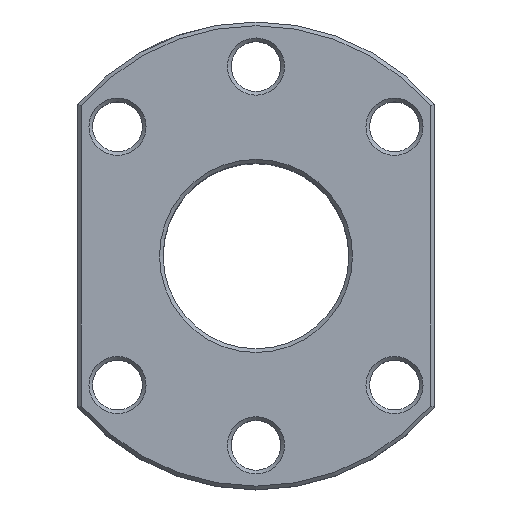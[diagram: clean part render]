
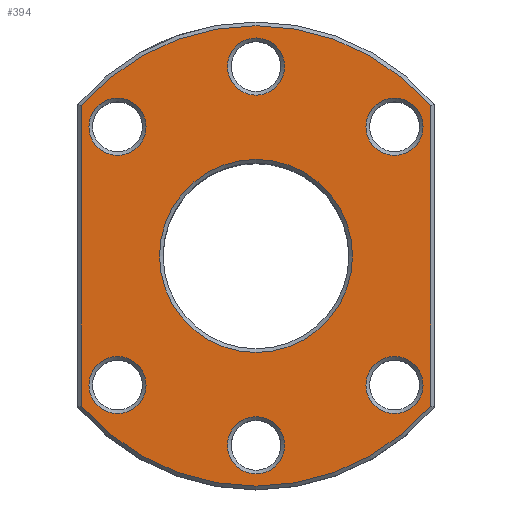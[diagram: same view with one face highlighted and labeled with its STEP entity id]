
A CAD part, top view. The second image highlights one B-rep face of the part: STEP entity #394.
In plain terms, the highlighted planar face has unit normal (0, 0, 1).
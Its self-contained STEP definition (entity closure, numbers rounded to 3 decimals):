
#146=PLANE('',#3589);
#394=ADVANCED_FACE('',(#1109,#1110,#1111,#1112,#1113,#1114,#1115,#1116),
#146,.T.);
#615=LINE('',#5615,#787);
#616=LINE('',#5619,#788);
#787=VECTOR('',#3864,1.);
#788=VECTOR('',#3867,1.);
#1061=CIRCLE('',#3580,3.85);
#1062=CIRCLE('',#3581,3.85);
#1063=CIRCLE('',#3582,3.85);
#1064=CIRCLE('',#3583,3.85);
#1065=CIRCLE('',#3584,3.85);
#1066=CIRCLE('',#3585,3.85);
#1067=CIRCLE('',#3586,13.);
#1068=CIRCLE('',#3587,31.);
#1069=CIRCLE('',#3588,31.);
#1109=FACE_BOUND('',#1194,.T.);
#1110=FACE_BOUND('',#1195,.T.);
#1111=FACE_BOUND('',#1196,.T.);
#1112=FACE_BOUND('',#1197,.T.);
#1113=FACE_BOUND('',#1198,.T.);
#1114=FACE_BOUND('',#1199,.T.);
#1115=FACE_BOUND('',#1200,.T.);
#1116=FACE_BOUND('',#1201,.T.);
#1194=EDGE_LOOP('',(#1577));
#1195=EDGE_LOOP('',(#1578));
#1196=EDGE_LOOP('',(#1579));
#1197=EDGE_LOOP('',(#1580));
#1198=EDGE_LOOP('',(#1581));
#1199=EDGE_LOOP('',(#1582));
#1200=EDGE_LOOP('',(#1583));
#1201=EDGE_LOOP('',(#1584,#1585,#1586,#1587));
#1577=ORIENTED_EDGE('',*,*,#2863,.T.);
#1578=ORIENTED_EDGE('',*,*,#2864,.T.);
#1579=ORIENTED_EDGE('',*,*,#2865,.T.);
#1580=ORIENTED_EDGE('',*,*,#2866,.T.);
#1581=ORIENTED_EDGE('',*,*,#2867,.T.);
#1582=ORIENTED_EDGE('',*,*,#2868,.T.);
#1583=ORIENTED_EDGE('',*,*,#2869,.T.);
#1584=ORIENTED_EDGE('',*,*,#2870,.T.);
#1585=ORIENTED_EDGE('',*,*,#2871,.T.);
#1586=ORIENTED_EDGE('',*,*,#2872,.T.);
#1587=ORIENTED_EDGE('',*,*,#2873,.T.);
#2529=VERTEX_POINT('',#5599);
#2530=VERTEX_POINT('',#5601);
#2531=VERTEX_POINT('',#5603);
#2532=VERTEX_POINT('',#5605);
#2533=VERTEX_POINT('',#5607);
#2534=VERTEX_POINT('',#5609);
#2535=VERTEX_POINT('',#5611);
#2536=VERTEX_POINT('',#5613);
#2537=VERTEX_POINT('',#5614);
#2538=VERTEX_POINT('',#5616);
#2539=VERTEX_POINT('',#5618);
#2863=EDGE_CURVE('',#2529,#2529,#1061,.T.);
#2864=EDGE_CURVE('',#2530,#2530,#1062,.T.);
#2865=EDGE_CURVE('',#2531,#2531,#1063,.T.);
#2866=EDGE_CURVE('',#2532,#2532,#1064,.T.);
#2867=EDGE_CURVE('',#2533,#2533,#1065,.T.);
#2868=EDGE_CURVE('',#2534,#2534,#1066,.T.);
#2869=EDGE_CURVE('',#2535,#2535,#1067,.T.);
#2870=EDGE_CURVE('',#2536,#2537,#1068,.T.);
#2871=EDGE_CURVE('',#2537,#2538,#615,.T.);
#2872=EDGE_CURVE('',#2538,#2539,#1069,.T.);
#2873=EDGE_CURVE('',#2539,#2536,#616,.T.);
#3580=AXIS2_PLACEMENT_3D('',#5598,#3848,#3849);
#3581=AXIS2_PLACEMENT_3D('',#5600,#3850,#3851);
#3582=AXIS2_PLACEMENT_3D('',#5602,#3852,#3853);
#3583=AXIS2_PLACEMENT_3D('',#5604,#3854,#3855);
#3584=AXIS2_PLACEMENT_3D('',#5606,#3856,#3857);
#3585=AXIS2_PLACEMENT_3D('',#5608,#3858,#3859);
#3586=AXIS2_PLACEMENT_3D('',#5610,#3860,#3861);
#3587=AXIS2_PLACEMENT_3D('',#5612,#3862,#3863);
#3588=AXIS2_PLACEMENT_3D('',#5617,#3865,#3866);
#3589=AXIS2_PLACEMENT_3D('',#5620,#3868,#3869);
#3848=DIRECTION('',(0.,0.,-1.));
#3849=DIRECTION('',(1.,0.,0.));
#3850=DIRECTION('',(0.,0.,-1.));
#3851=DIRECTION('',(1.,0.,0.));
#3852=DIRECTION('',(0.,0.,-1.));
#3853=DIRECTION('',(1.,0.,0.));
#3854=DIRECTION('',(0.,0.,-1.));
#3855=DIRECTION('',(1.,0.,0.));
#3856=DIRECTION('',(0.,0.,-1.));
#3857=DIRECTION('',(1.,0.,0.));
#3858=DIRECTION('',(0.,0.,-1.));
#3859=DIRECTION('',(1.,0.,0.));
#3860=DIRECTION('',(0.,0.,-1.));
#3861=DIRECTION('',(1.,0.,0.));
#3862=DIRECTION('',(0.,0.,1.));
#3863=DIRECTION('',(1.,0.,0.));
#3864=DIRECTION('',(0.,1.,0.));
#3865=DIRECTION('',(0.,0.,1.));
#3866=DIRECTION('',(1.,0.,0.));
#3867=DIRECTION('',(0.,-1.,0.));
#3868=DIRECTION('',(0.,0.,1.));
#3869=DIRECTION('',(1.,0.,0.));
#5598=CARTESIAN_POINT('',(0.,25.5,0.));
#5599=CARTESIAN_POINT('',(3.85,25.5,0.));
#5600=CARTESIAN_POINT('',(18.65,17.391,0.));
#5601=CARTESIAN_POINT('',(22.5,17.391,0.));
#5602=CARTESIAN_POINT('',(18.65,-17.391,0.));
#5603=CARTESIAN_POINT('',(22.5,-17.391,0.));
#5604=CARTESIAN_POINT('',(0.,-25.5,0.));
#5605=CARTESIAN_POINT('',(3.85,-25.5,0.));
#5606=CARTESIAN_POINT('',(-18.65,-17.391,0.));
#5607=CARTESIAN_POINT('',(-14.8,-17.391,0.));
#5608=CARTESIAN_POINT('',(-18.65,17.391,0.));
#5609=CARTESIAN_POINT('',(-14.8,17.391,0.));
#5610=CARTESIAN_POINT('',(0.,0.,0.));
#5611=CARTESIAN_POINT('',(13.,0.,0.));
#5612=CARTESIAN_POINT('',(0.,0.,0.));
#5613=CARTESIAN_POINT('',(-23.5,-20.218,0.));
#5614=CARTESIAN_POINT('',(23.5,-20.218,0.));
#5615=CARTESIAN_POINT('',(23.5,20.402,0.));
#5616=CARTESIAN_POINT('',(23.5,20.218,0.));
#5617=CARTESIAN_POINT('',(0.,0.,0.));
#5618=CARTESIAN_POINT('',(-23.5,20.218,0.));
#5619=CARTESIAN_POINT('',(-23.5,-20.402,0.));
#5620=CARTESIAN_POINT('',(0.,0.,0.));
